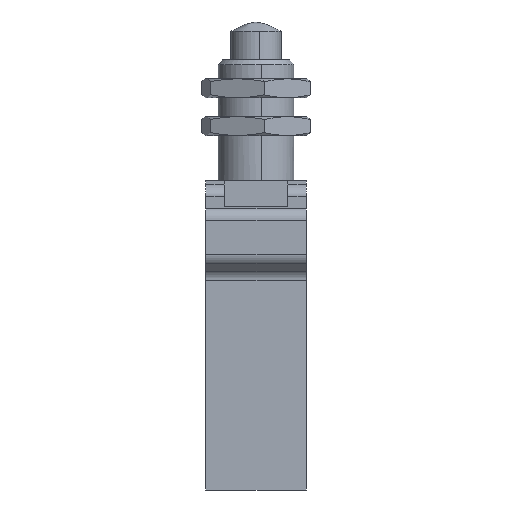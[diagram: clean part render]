
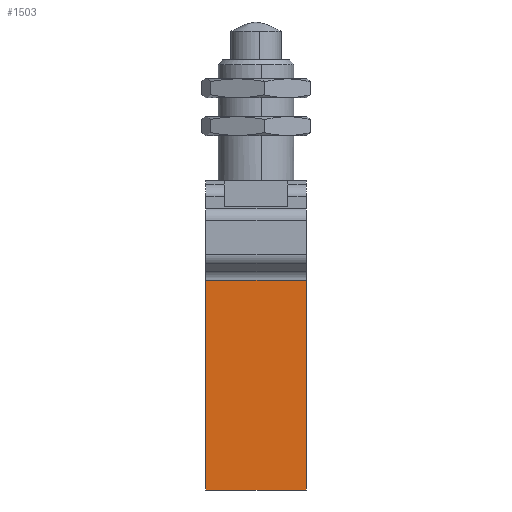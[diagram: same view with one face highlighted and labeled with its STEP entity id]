
A CAD part, left-side view. The second image highlights one B-rep face of the part: STEP entity #1503.
In plain terms, the highlighted planar face has unit normal (-1, 0, 0).
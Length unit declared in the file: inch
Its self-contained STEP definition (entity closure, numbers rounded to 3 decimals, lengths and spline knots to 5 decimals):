
#7 = CARTESIAN_POINT ( 'NONE',  ( -0.59055, -0.62992, -1.5748 ) ) ;
#579 = LINE ( 'NONE', #6755, #5349 ) ;
#1062 = DIRECTION ( 'NONE',  ( 0., 0., 1. ) ) ;
#1447 = VERTEX_POINT ( 'NONE', #5471 ) ;
#1503 = ADVANCED_FACE ( 'NONE', ( #2067 ), #4929, .T. ) ;
#1544 = LINE ( 'NONE', #4682, #5876 ) ;
#1807 = CARTESIAN_POINT ( 'NONE',  ( -0.59055, 0., -1.5748 ) ) ;
#1959 = LINE ( 'NONE', #5936, #3075 ) ;
#2014 = CARTESIAN_POINT ( 'NONE',  ( -0.59055, 0., -1.5748 ) ) ;
#2067 = FACE_OUTER_BOUND ( 'NONE', #6776, .T. ) ;
#2196 = DIRECTION ( 'NONE',  ( -1., 0., 0. ) ) ;
#2264 = EDGE_CURVE ( 'NONE', #5262, #4598, #5063, .T. ) ;
#2515 = ORIENTED_EDGE ( 'NONE', *, *, #2264, .T. ) ;
#2683 = ORIENTED_EDGE ( 'NONE', *, *, #4945, .T. ) ;
#3075 = VECTOR ( 'NONE', #3754, 39.37008 ) ;
#3424 = VECTOR ( 'NONE', #6288, 39.37008 ) ;
#3754 = DIRECTION ( 'NONE',  ( 0., 1., 0. ) ) ;
#4269 = EDGE_CURVE ( 'NONE', #1447, #4655, #1959, .T. ) ;
#4598 = VERTEX_POINT ( 'NONE', #7 ) ;
#4655 = VERTEX_POINT ( 'NONE', #5121 ) ;
#4682 = CARTESIAN_POINT ( 'NONE',  ( -0.59055, 0., -1.5748 ) ) ;
#4701 = DIRECTION ( 'NONE',  ( 0., 0., -1. ) ) ;
#4929 = PLANE ( 'NONE',  #6684 ) ;
#4945 = EDGE_CURVE ( 'NONE', #4655, #5262, #1544, .T. ) ;
#5063 = LINE ( 'NONE', #1807, #3424 ) ;
#5121 = CARTESIAN_POINT ( 'NONE',  ( -0.59055, 0., -0.26687 ) ) ;
#5179 = ORIENTED_EDGE ( 'NONE', *, *, #7143, .T. ) ;
#5262 = VERTEX_POINT ( 'NONE', #2014 ) ;
#5349 = VECTOR ( 'NONE', #6712, 39.37008 ) ;
#5471 = CARTESIAN_POINT ( 'NONE',  ( -0.59055, -0.62992, -0.26687 ) ) ;
#5490 = CARTESIAN_POINT ( 'NONE',  ( -0.59055, 0., -1.5748 ) ) ;
#5876 = VECTOR ( 'NONE', #4701, 39.37008 ) ;
#5936 = CARTESIAN_POINT ( 'NONE',  ( -0.59055, 0., -0.26687 ) ) ;
#6288 = DIRECTION ( 'NONE',  ( 0., -1., 0. ) ) ;
#6684 = AXIS2_PLACEMENT_3D ( 'NONE', #5490, #2196, #1062 ) ;
#6712 = DIRECTION ( 'NONE',  ( 0., 0., 1. ) ) ;
#6755 = CARTESIAN_POINT ( 'NONE',  ( -0.59055, -0.62992, -0.61024 ) ) ;
#6776 = EDGE_LOOP ( 'NONE', ( #2515, #5179, #7092, #2683 ) ) ;
#7092 = ORIENTED_EDGE ( 'NONE', *, *, #4269, .T. ) ;
#7143 = EDGE_CURVE ( 'NONE', #4598, #1447, #579, .T. ) ;
